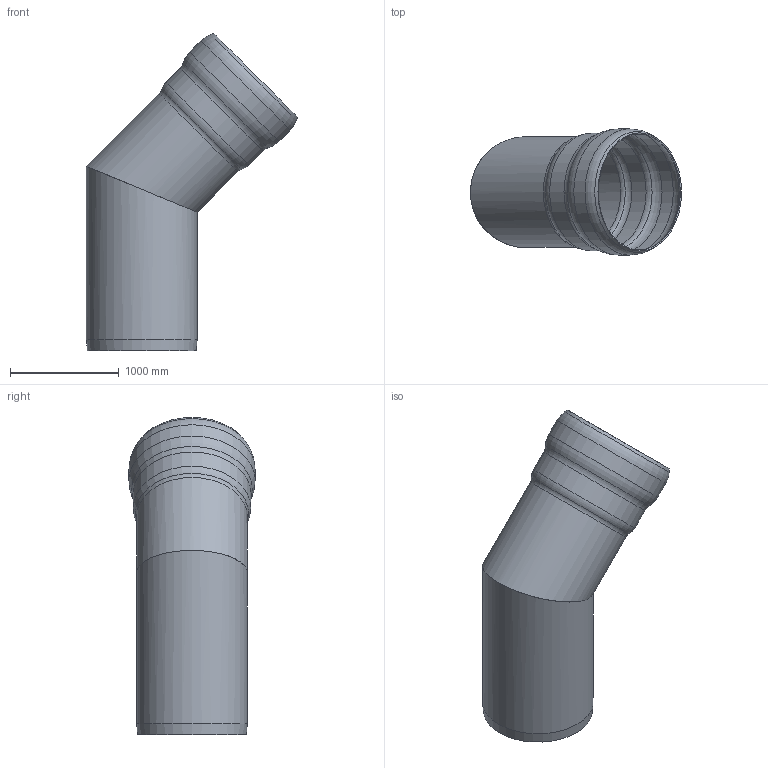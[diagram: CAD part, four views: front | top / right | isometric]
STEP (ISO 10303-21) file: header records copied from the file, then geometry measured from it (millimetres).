
FILE_DESCRIPTION(/* description */ (''),/* implementation_level */ '2;1');
FILE_NAME(/* name */ '4.320.100C_3D.stp',/* time_stamp */ '2024-12-11T08:59:26+01:00',/* author */ ('CAD'),/* organization */ (''),/* preprocessor_version */ 'ST-DEVELOPER v20',/* originating_system */ 'AutoCAD Mechanical',/* authorisation */ '');
FILE_SCHEMA (('AUTOMOTIVE_DESIGN { 1 0 10303 214 3 1 1 }'));
Length unit declared in the file: centimetre
Products named in the file (1): Product
Bounding box: 1938.37 x 1158 x 2910.59 mm (x, y, z)
Volume: 115246909.1 mm3; surface area: 19367378.2 mm2
Topology: 2 solids, 2 shells, 27 faces, 68 edges, 45 vertices
Faces by surface type: torus 10, cylinder 8, cone 5, plane 3, bspline 1
Full cylindrical faces by diameter (mm): 992 x2, 1016 x2, 1054 x1, 1078 x1, 1134 x1, 1158 x1
Entity records: 896 total; most frequent: DIRECTION 173, CARTESIAN_POINT 158, ORIENTED_EDGE 132, AXIS2_PLACEMENT_3D 78, EDGE_CURVE 66, CIRCLE 46, VERTEX_POINT 41, EDGE_LOOP 29
